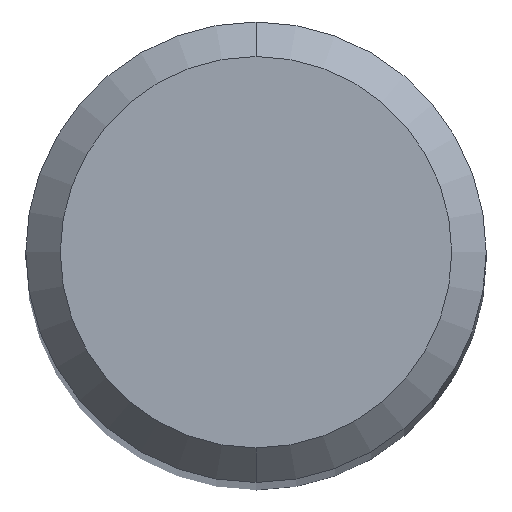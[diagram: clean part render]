
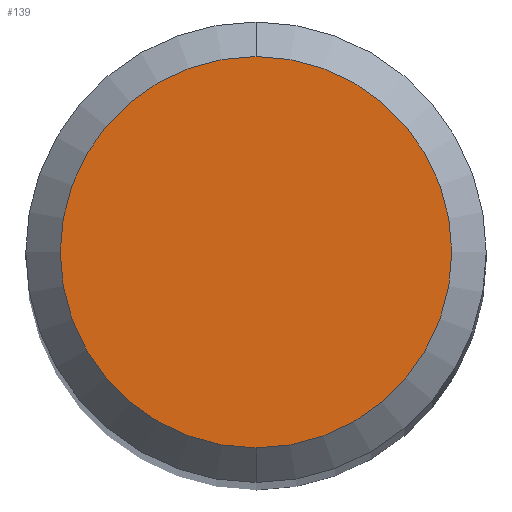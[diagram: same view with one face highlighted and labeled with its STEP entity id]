
A CAD part, top view. The second image highlights one B-rep face of the part: STEP entity #139.
In plain terms, the highlighted planar face has unit normal (0, 0, 1).
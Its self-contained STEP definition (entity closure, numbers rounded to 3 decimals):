
#139=ADVANCED_FACE('',(#312),#313,.T.);
#185=EDGE_CURVE('',#221,#247,#365,.T.);
#195=EDGE_CURVE('',#247,#221,#379,.T.);
#221=VERTEX_POINT('',#407);
#247=VERTEX_POINT('',#439);
#312=FACE_OUTER_BOUND('',#508,.T.);
#313=PLANE('',#509);
#365=CIRCLE('',#573,1.7);
#379=CIRCLE('',#588,1.7);
#407=CARTESIAN_POINT('',(0.0,1.7,0.0));
#439=CARTESIAN_POINT('',(0.,-1.7,0.0));
#508=EDGE_LOOP('',(#718,#719));
#509=AXIS2_PLACEMENT_3D('',#720,#721,#722);
#573=AXIS2_PLACEMENT_3D('',#787,#788,#789);
#588=AXIS2_PLACEMENT_3D('',#806,#807,#808);
#718=ORIENTED_EDGE('',*,*,#185,.F.);
#719=ORIENTED_EDGE('',*,*,#195,.F.);
#720=CARTESIAN_POINT('',(0.0,0.85,0.0));
#721=DIRECTION('',(-0.0,0.0,1.0));
#722=DIRECTION('',(0.0,-1.0,0.0));
#787=CARTESIAN_POINT('',(0.0,0.0,0.0));
#788=DIRECTION('',(0.0,0.0,-1.0));
#789=DIRECTION('',(0.0,1.0,0.0));
#806=CARTESIAN_POINT('',(0.0,0.0,0.0));
#807=DIRECTION('',(0.0,0.0,-1.0));
#808=DIRECTION('',(0.0,1.0,0.0));
